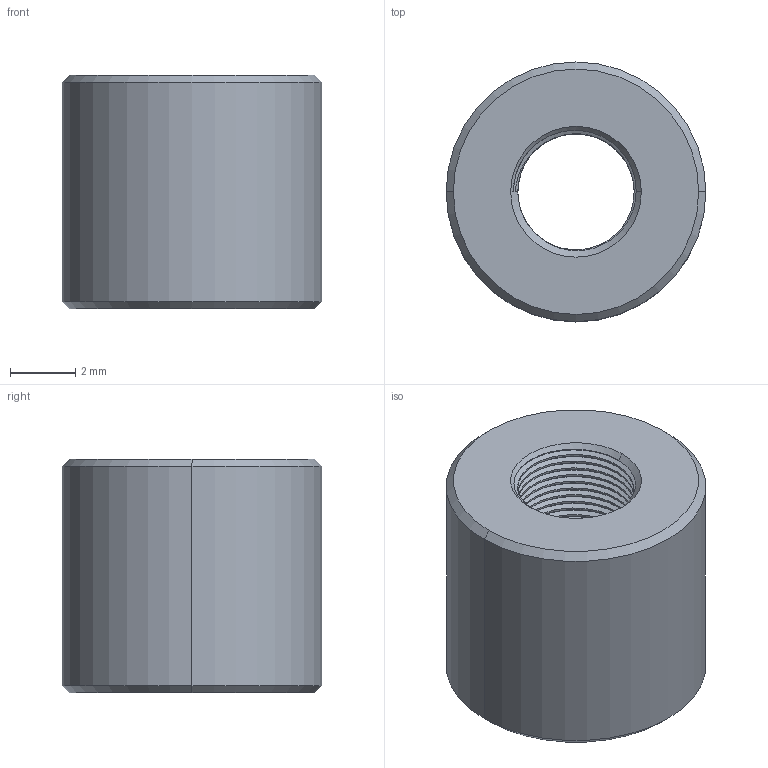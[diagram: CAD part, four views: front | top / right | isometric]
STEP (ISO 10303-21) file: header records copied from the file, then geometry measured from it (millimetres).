
FILE_DESCRIPTION (( 'STEP AP203' ), '1' );
FILE_NAME ('Spacer.STEP', '2023-02-03T04:56:18', ( '' ), ( '' ), 'SwSTEP 2.0', 'SolidWorks 2021', '' );
FILE_SCHEMA (( 'CONFIG_CONTROL_DESIGN' ));
Length unit declared in the file: inch
Products named in the file (1): Spacer
Bounding box: 7.94 x 7.94 x 7.14 mm (x, y, z)
Volume: 276.2 mm3; surface area: 379.2 mm2
Topology: 1 solids, 1 shells, 72 faces, 208 edges, 138 vertices
Faces by surface type: cylinder 57, cone 9, plane 3, bspline 3
Entity records: 5604 total; most frequent: CARTESIAN_POINT 3985, ORIENTED_EDGE 416, DIRECTION 238, EDGE_CURVE 208, VERTEX_POINT 138, AXIS2_PLACEMENT_3D 85, EDGE_LOOP 74, FACE_OUTER_BOUND 72
